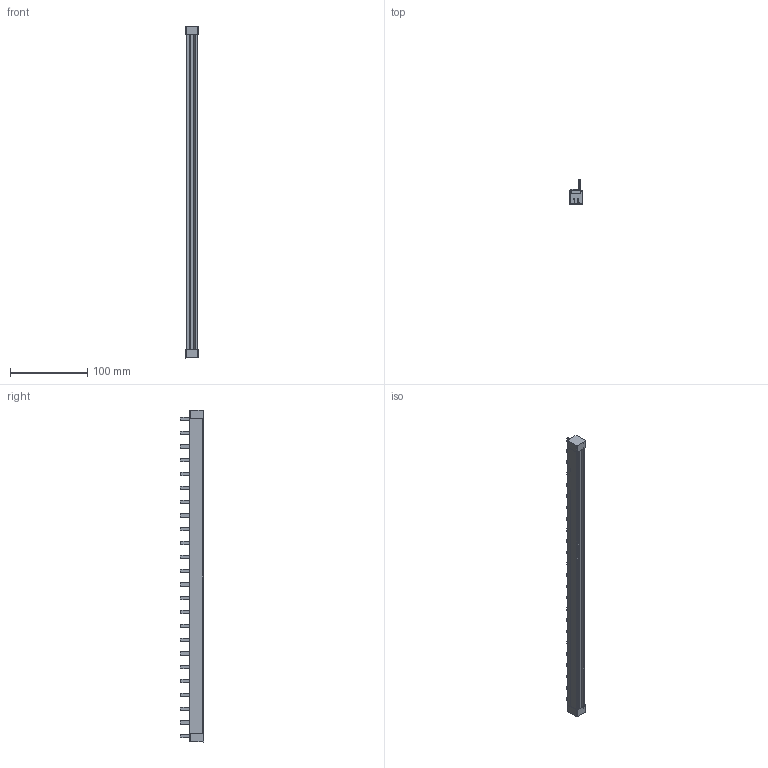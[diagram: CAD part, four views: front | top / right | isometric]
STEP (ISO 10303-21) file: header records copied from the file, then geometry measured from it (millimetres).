
FILE_DESCRIPTION (( 'STEP AP203' ), '1' );
FILE_NAME ('Trifaze Müþterek W Otomat Barasý - 8 Modül -- ONKA - 3068.STEP', '2020-08-19T14:09:48', ( '' ), ( '' ), 'SwSTEP 2.0', 'SolidWorks 2011', '' );
FILE_SCHEMA (( 'CONFIG_CONTROL_DESIGN' ));
Length unit declared in the file: millimetre
Products named in the file (1): Trifaze Müþterek W Otomat Barasý - 8 Modül -- ONKA - 3068
Bounding box: 16.4 x 30.75 x 429 mm (x, y, z)
Volume: 79950.3 mm3; surface area: 57070.7 mm2
Topology: 1 solids, 1 shells, 1333 faces, 3941 edges, 2618 vertices
Faces by surface type: plane 1169, cylinder 164
Entity records: 43952 total; most frequent: CARTESIAN_POINT 7893, ORIENTED_EDGE 7882, DIRECTION 6941, EDGE_CURVE 3941, LINE 3609, VECTOR 3609, VERTEX_POINT 2618, AXIS2_PLACEMENT_3D 1666
